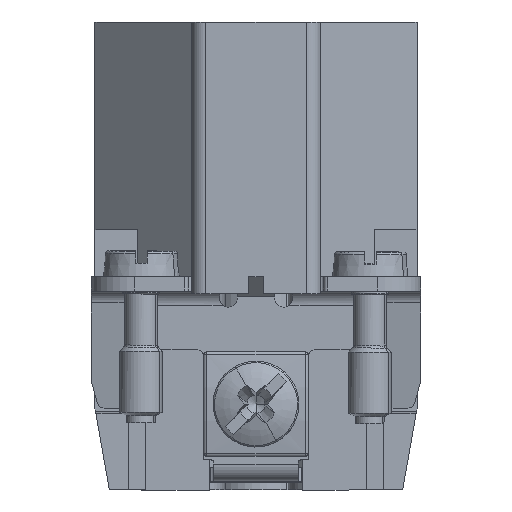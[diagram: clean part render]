
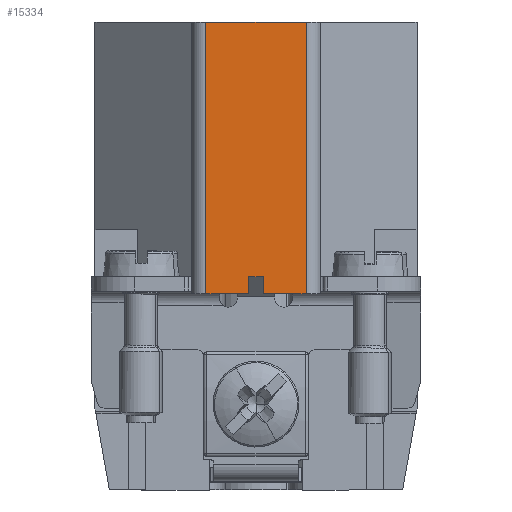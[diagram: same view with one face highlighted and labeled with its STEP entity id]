
A CAD part, front view. The second image highlights one B-rep face of the part: STEP entity #15334.
In plain terms, the highlighted planar face has unit normal (0, -1, 0).
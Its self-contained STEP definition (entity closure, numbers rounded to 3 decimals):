
#15282=AXIS2_PLACEMENT_3D('Plane Axis2P3D',#15279,#15280,#15281) ;
#11254=CARTESIAN_POINT('Vertex',(8.,0.25,32.7)) ;
#11257=CARTESIAN_POINT('Line Origine',(11.5,0.25,32.7)) ;
#11261=CARTESIAN_POINT('Vertex',(15.,0.25,32.7)) ;
#15264=CARTESIAN_POINT('Vertex',(8.,0.25,13.7)) ;
#15267=CARTESIAN_POINT('Line Origine',(8.,0.25,23.2)) ;
#15279=CARTESIAN_POINT('Axis2P3D Location',(16.,0.25,17.4)) ;
#15284=CARTESIAN_POINT('Line Origine',(15.,0.25,23.2)) ;
#15288=CARTESIAN_POINT('Vertex',(15.,0.25,13.7)) ;
#15291=CARTESIAN_POINT('Line Origine',(9.5,0.25,13.7)) ;
#15295=CARTESIAN_POINT('Vertex',(11.,0.25,13.7)) ;
#15298=CARTESIAN_POINT('Line Origine',(11.,0.25,14.3)) ;
#15302=CARTESIAN_POINT('Vertex',(11.,0.25,14.9)) ;
#15305=CARTESIAN_POINT('Line Origine',(11.5,0.25,14.9)) ;
#15309=CARTESIAN_POINT('Vertex',(12.,0.25,14.9)) ;
#15312=CARTESIAN_POINT('Line Origine',(12.,0.25,14.3)) ;
#15316=CARTESIAN_POINT('Vertex',(12.,0.25,13.7)) ;
#15319=CARTESIAN_POINT('Line Origine',(13.5,0.25,13.7)) ;
#11258=DIRECTION('Vector Direction',(-1.,0.,0.)) ;
#15268=DIRECTION('Vector Direction',(0.,0.,1.)) ;
#15280=DIRECTION('Axis2P3D Direction',(0.,1.,-0.)) ;
#15281=DIRECTION('Axis2P3D XDirection',(-1.,0.,0.)) ;
#15285=DIRECTION('Vector Direction',(0.,0.,1.)) ;
#15292=DIRECTION('Vector Direction',(1.,0.,0.)) ;
#15299=DIRECTION('Vector Direction',(0.,0.,1.)) ;
#15306=DIRECTION('Vector Direction',(1.,0.,0.)) ;
#15313=DIRECTION('Vector Direction',(0.,0.,1.)) ;
#15320=DIRECTION('Vector Direction',(1.,0.,0.)) ;
#11259=VECTOR('Line Direction',#11258,1.) ;
#15269=VECTOR('Line Direction',#15268,1.) ;
#15286=VECTOR('Line Direction',#15285,1.) ;
#15293=VECTOR('Line Direction',#15292,1.) ;
#15300=VECTOR('Line Direction',#15299,1.) ;
#15307=VECTOR('Line Direction',#15306,1.) ;
#15314=VECTOR('Line Direction',#15313,1.) ;
#15321=VECTOR('Line Direction',#15320,1.) ;
#15325=ORIENTED_EDGE('',*,*,#15290,.T.) ;
#15326=ORIENTED_EDGE('',*,*,#11263,.T.) ;
#15327=ORIENTED_EDGE('',*,*,#15271,.F.) ;
#15328=ORIENTED_EDGE('',*,*,#15297,.T.) ;
#15329=ORIENTED_EDGE('',*,*,#15304,.T.) ;
#15330=ORIENTED_EDGE('',*,*,#15311,.F.) ;
#15331=ORIENTED_EDGE('',*,*,#15318,.F.) ;
#15332=ORIENTED_EDGE('',*,*,#15323,.T.) ;
#15334=ADVANCED_FACE('Hauptk\X2\00F6\X0\rper',(#15333),#15283,.F.) ;
#11263=EDGE_CURVE('',#11262,#11255,#11260,.T.) ;
#15271=EDGE_CURVE('',#15265,#11255,#15270,.T.) ;
#15290=EDGE_CURVE('',#15289,#11262,#15287,.T.) ;
#15297=EDGE_CURVE('',#15265,#15296,#15294,.T.) ;
#15304=EDGE_CURVE('',#15296,#15303,#15301,.T.) ;
#15311=EDGE_CURVE('',#15310,#15303,#15308,.F.) ;
#15318=EDGE_CURVE('',#15317,#15310,#15315,.T.) ;
#15323=EDGE_CURVE('',#15317,#15289,#15322,.T.) ;
#15324=EDGE_LOOP('',(#15325,#15326,#15327,#15328,#15329,#15330,#15331,#15332)) ;
#15333=FACE_OUTER_BOUND('',#15324,.T.) ;
#11260=LINE('Line',#11257,#11259) ;
#15270=LINE('Line',#15267,#15269) ;
#15287=LINE('Line',#15284,#15286) ;
#15294=LINE('Line',#15291,#15293) ;
#15301=LINE('Line',#15298,#15300) ;
#15308=LINE('Line',#15305,#15307) ;
#15315=LINE('Line',#15312,#15314) ;
#15322=LINE('Line',#15319,#15321) ;
#15283=PLANE('',#15282) ;
#11255=VERTEX_POINT('',#11254) ;
#11262=VERTEX_POINT('',#11261) ;
#15265=VERTEX_POINT('',#15264) ;
#15289=VERTEX_POINT('',#15288) ;
#15296=VERTEX_POINT('',#15295) ;
#15303=VERTEX_POINT('',#15302) ;
#15310=VERTEX_POINT('',#15309) ;
#15317=VERTEX_POINT('',#15316) ;
